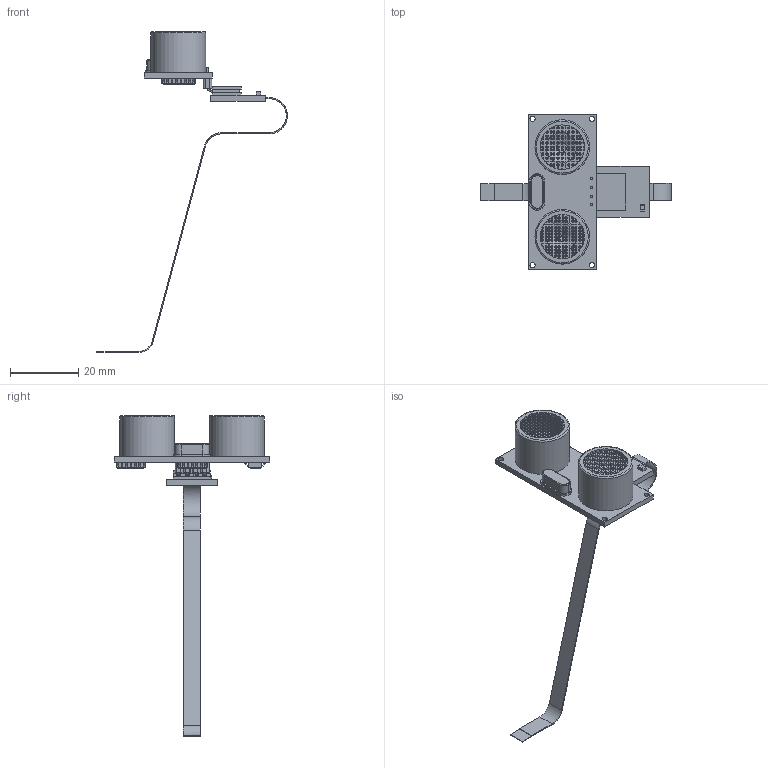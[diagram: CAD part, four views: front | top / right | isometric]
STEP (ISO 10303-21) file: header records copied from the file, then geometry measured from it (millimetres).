
FILE_DESCRIPTION(('Open CASCADE Model'),'2;1');
FILE_NAME('Open CASCADE Shape Model','2022-03-04T15:58:24',('Author'),( 'Open CASCADE'),'Open CASCADE STEP processor 6.8','Open CASCADE 6.8' ,'Unknown');
FILE_SCHEMA(('AUTOMOTIVE_DESIGN { 1 0 10303 214 1 1 1 1 }'));
Length unit declared in the file: millimetre
Products named in the file (23): PCB; Board; Open CASCADE STEP translator 6.8 1.1.1; Open CASCADE STEP translator 6.8 1.1.2; Open CASCADE STEP translator 6.8 1.1.3; Open CASCADE STEP translator 6.8 1.1.4; Open CASCADE STEP translator 6.8 1.1.5; Open CASCADE STEP translator 6.8 1.1.6; Open CASCADE STEP translator 6.8 1.1.7; Open CASCADE STEP translator 6.8 1.1.8; Open CASCADE STEP translator 6.8 1.1.9; C1; 6017324176; Extruded; 6017323936; X1; 6178367824; 6178367104; Free-Models; HC-SR04-UltrasonicSensor_v7
Assembly tree (24 placements, depth 4):
  PCB
    Board
      Open CASCADE STEP translator 6.8 1.1.1
      Open CASCADE STEP translator 6.8 1.1.2
      Open CASCADE STEP translator 6.8 1.1.3
      Open CASCADE STEP translator 6.8 1.1.4
      Open CASCADE STEP translator 6.8 1.1.5
      Open CASCADE STEP translator 6.8 1.1.6
      Open CASCADE STEP translator 6.8 1.1.7
      Open CASCADE STEP translator 6.8 1.1.8
      Open CASCADE STEP translator 6.8 1.1.9
    C1
      6017324176  x2
        Extruded
      6017323936
        Extruded
    X1
      6178367824
        Extruded
      6178367104  x2
        Extruded
    Free-Models
      HC-SR04-UltrasonicSensor_v7
Bounding box: 55.84 x 45.45 x 93.93 mm (x, y, z)
Volume: 5727.4 mm3; surface area: 10570.1 mm2
Topology: 72 solids, 72 shells, 1912 faces, 5514 edges, 3658 vertices
Faces by surface type: plane 1832, cylinder 64, cone 10, torus 6
Full cylindrical faces by diameter (mm): 1.5 x12, 13 x2, 16 x4
Entity records: 63399 total; most frequent: CARTESIAN_POINT 11181, ORIENTED_EDGE 10976, DIRECTION 9586, EDGE_CURVE 5488, LINE 5128, VECTOR 5128, VERTEX_POINT 3642, FACE_BOUND 2424
